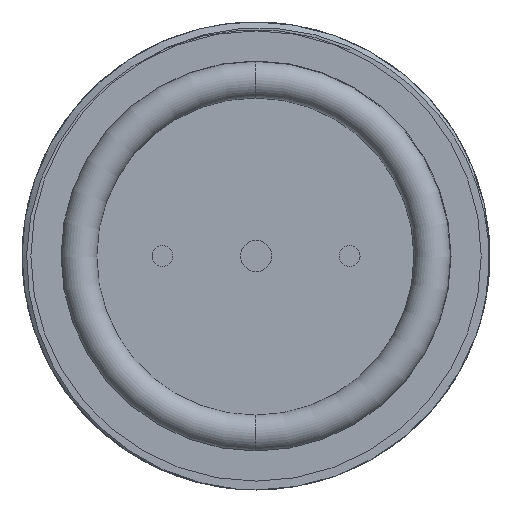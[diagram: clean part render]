
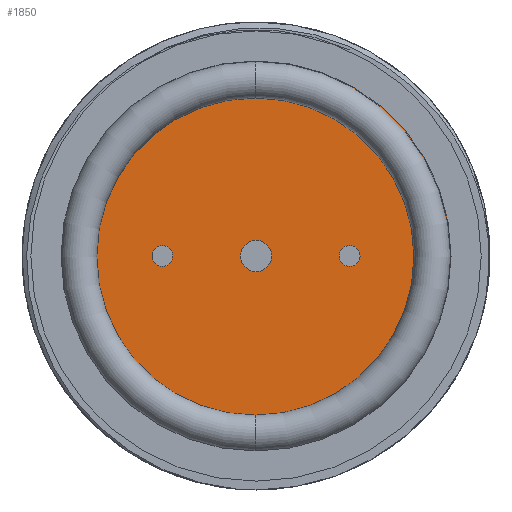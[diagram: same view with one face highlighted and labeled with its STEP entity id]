
A CAD part, front view. The second image highlights one B-rep face of the part: STEP entity #1850.
In plain terms, the highlighted planar face has unit normal (0, -1, 0).
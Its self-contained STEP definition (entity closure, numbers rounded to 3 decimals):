
#3 = AXIS2_PLACEMENT_3D ( 'NONE', #6130, #3287, #368 ) ;
#13 = CARTESIAN_POINT ( 'NONE',  ( 0., 2.7, -1.5 ) ) ;
#20 = CARTESIAN_POINT ( 'NONE',  ( 0., 2.7, 0. ) ) ;
#154 = CARTESIAN_POINT ( 'NONE',  ( 9., 2.7, 1. ) ) ;
#213 = AXIS2_PLACEMENT_3D ( 'NONE', #581, #3984, #1073 ) ;
#306 = AXIS2_PLACEMENT_3D ( 'NONE', #3605, #2154, #5514 ) ;
#368 = DIRECTION ( 'NONE',  ( 0., 0., -1. ) ) ;
#510 = DIRECTION ( 'NONE',  ( 0., 0., -1. ) ) ;
#564 = ORIENTED_EDGE ( 'NONE', *, *, #1105, .F. ) ;
#581 = CARTESIAN_POINT ( 'NONE',  ( -9., 2.7, 0. ) ) ;
#654 = AXIS2_PLACEMENT_3D ( 'NONE', #5675, #2804, #6151 ) ;
#713 = VERTEX_POINT ( 'NONE', #4338 ) ;
#1051 = FACE_BOUND ( 'NONE', #1216, .T. ) ;
#1073 = DIRECTION ( 'NONE',  ( 0., 0., -1. ) ) ;
#1095 = VERTEX_POINT ( 'NONE', #3497 ) ;
#1105 = EDGE_CURVE ( 'NONE', #713, #2655, #1691, .T. ) ;
#1109 = EDGE_LOOP ( 'NONE', ( #4297, #4703 ) ) ;
#1189 = AXIS2_PLACEMENT_3D ( 'NONE', #4912, #2023, #5393 ) ;
#1216 = EDGE_LOOP ( 'NONE', ( #6155, #3823 ) ) ;
#1394 = ORIENTED_EDGE ( 'NONE', *, *, #2987, .F. ) ;
#1446 = CARTESIAN_POINT ( 'NONE',  ( 0., 2.7, 0. ) ) ;
#1523 = VERTEX_POINT ( 'NONE', #4407 ) ;
#1681 = ORIENTED_EDGE ( 'NONE', *, *, #5702, .F. ) ;
#1691 = CIRCLE ( 'NONE', #3848, 1. ) ;
#1814 = CARTESIAN_POINT ( 'NONE',  ( -9., 2.7, -1. ) ) ;
#1850 = ADVANCED_FACE ( 'NONE', ( #6005, #1051, #6156, #2183 ), #3123, .T. ) ;
#1919 = DIRECTION ( 'NONE',  ( 0., -1., 0. ) ) ;
#1930 = DIRECTION ( 'NONE',  ( 0., 0., -1. ) ) ;
#2023 = DIRECTION ( 'NONE',  ( 0., -1., 0. ) ) ;
#2040 = CARTESIAN_POINT ( 'NONE',  ( 9., 2.7, 0. ) ) ;
#2154 = DIRECTION ( 'NONE',  ( 0., -1., 0. ) ) ;
#2183 = FACE_OUTER_BOUND ( 'NONE', #1109, .T. ) ;
#2349 = CIRCLE ( 'NONE', #213, 1. ) ;
#2476 = AXIS2_PLACEMENT_3D ( 'NONE', #4820, #1919, #5286 ) ;
#2524 = DIRECTION ( 'NONE',  ( 0., 0., -1. ) ) ;
#2655 = VERTEX_POINT ( 'NONE', #154 ) ;
#2683 = AXIS2_PLACEMENT_3D ( 'NONE', #20, #3431, #510 ) ;
#2702 = CARTESIAN_POINT ( 'NONE',  ( 0., 2.7, -18.75 ) ) ;
#2748 = CIRCLE ( 'NONE', #654, 1. ) ;
#2804 = DIRECTION ( 'NONE',  ( 0., -1., 0. ) ) ;
#2952 = CIRCLE ( 'NONE', #3277, 18.75 ) ;
#2987 = EDGE_CURVE ( 'NONE', #4654, #5822, #4197, .T. ) ;
#2995 = VERTEX_POINT ( 'NONE', #1814 ) ;
#3010 = EDGE_CURVE ( 'NONE', #1095, #2995, #2748, .T. ) ;
#3065 = EDGE_LOOP ( 'NONE', ( #564, #1681 ) ) ;
#3123 = PLANE ( 'NONE',  #306 ) ;
#3185 = EDGE_CURVE ( 'NONE', #1523, #4147, #2952, .T. ) ;
#3277 = AXIS2_PLACEMENT_3D ( 'NONE', #1446, #4829, #1930 ) ;
#3287 = DIRECTION ( 'NONE',  ( 0., -1., 0. ) ) ;
#3431 = DIRECTION ( 'NONE',  ( 0., -1., 0. ) ) ;
#3497 = CARTESIAN_POINT ( 'NONE',  ( -9., 2.7, 1. ) ) ;
#3574 = EDGE_LOOP ( 'NONE', ( #1394, #6054 ) ) ;
#3605 = CARTESIAN_POINT ( 'NONE',  ( 0., 2.7, 0. ) ) ;
#3809 = CIRCLE ( 'NONE', #2476, 1. ) ;
#3823 = ORIENTED_EDGE ( 'NONE', *, *, #3010, .F. ) ;
#3839 = EDGE_CURVE ( 'NONE', #4147, #1523, #3863, .T. ) ;
#3848 = AXIS2_PLACEMENT_3D ( 'NONE', #2040, #5406, #2524 ) ;
#3863 = CIRCLE ( 'NONE', #2683, 18.75 ) ;
#3984 = DIRECTION ( 'NONE',  ( 0., -1., 0. ) ) ;
#4147 = VERTEX_POINT ( 'NONE', #2702 ) ;
#4197 = CIRCLE ( 'NONE', #3, 1.5 ) ;
#4297 = ORIENTED_EDGE ( 'NONE', *, *, #3839, .T. ) ;
#4338 = CARTESIAN_POINT ( 'NONE',  ( 9., 2.7, -1. ) ) ;
#4407 = CARTESIAN_POINT ( 'NONE',  ( 0., 2.7, 18.75 ) ) ;
#4654 = VERTEX_POINT ( 'NONE', #13 ) ;
#4703 = ORIENTED_EDGE ( 'NONE', *, *, #3185, .T. ) ;
#4820 = CARTESIAN_POINT ( 'NONE',  ( 9., 2.7, 0. ) ) ;
#4829 = DIRECTION ( 'NONE',  ( 0., -1., 0. ) ) ;
#4912 = CARTESIAN_POINT ( 'NONE',  ( 0., 2.7, 0. ) ) ;
#4993 = EDGE_CURVE ( 'NONE', #5822, #4654, #6026, .T. ) ;
#5029 = EDGE_CURVE ( 'NONE', #2995, #1095, #2349, .T. ) ;
#5286 = DIRECTION ( 'NONE',  ( 0., 0., -1. ) ) ;
#5393 = DIRECTION ( 'NONE',  ( 0., 0., -1. ) ) ;
#5406 = DIRECTION ( 'NONE',  ( 0., -1., 0. ) ) ;
#5514 = DIRECTION ( 'NONE',  ( 0., 0., -1. ) ) ;
#5675 = CARTESIAN_POINT ( 'NONE',  ( -9., 2.7, 0. ) ) ;
#5702 = EDGE_CURVE ( 'NONE', #2655, #713, #3809, .T. ) ;
#5797 = CARTESIAN_POINT ( 'NONE',  ( 0., 2.7, 1.5 ) ) ;
#5822 = VERTEX_POINT ( 'NONE', #5797 ) ;
#6005 = FACE_BOUND ( 'NONE', #3065, .T. ) ;
#6026 = CIRCLE ( 'NONE', #1189, 1.5 ) ;
#6054 = ORIENTED_EDGE ( 'NONE', *, *, #4993, .F. ) ;
#6130 = CARTESIAN_POINT ( 'NONE',  ( 0., 2.7, 0. ) ) ;
#6151 = DIRECTION ( 'NONE',  ( 0., 0., -1. ) ) ;
#6155 = ORIENTED_EDGE ( 'NONE', *, *, #5029, .F. ) ;
#6156 = FACE_BOUND ( 'NONE', #3574, .T. ) ;
